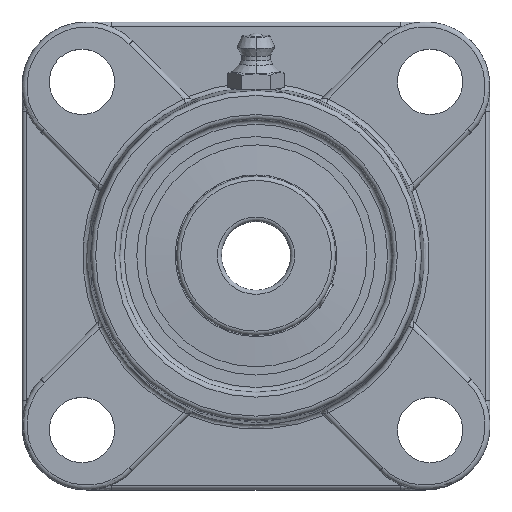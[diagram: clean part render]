
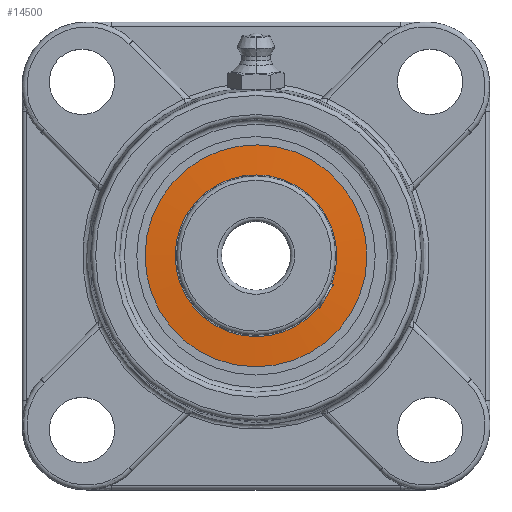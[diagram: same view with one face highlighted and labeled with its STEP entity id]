
A CAD part, top view. The second image highlights one B-rep face of the part: STEP entity #14500.
In plain terms, the highlighted conical face has half-angle 86.103 degrees and reference radius 17.628 mm.
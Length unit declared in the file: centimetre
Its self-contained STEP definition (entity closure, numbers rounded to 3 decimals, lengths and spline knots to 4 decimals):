
#14436=CARTESIAN_POINT('',(0.875,-2.0396,0.));
#14437=VERTEX_POINT('',#14436);
#14447=CARTESIAN_POINT('',(0.875,2.0396,0.));
#14448=VERTEX_POINT('',#14447);
#14449=CARTESIAN_POINT('',(0.875,0.,0.));
#14450=DIRECTION('',(1.,0.,0.));
#14451=DIRECTION('',(-0.,1.,0.));
#14452=AXIS2_PLACEMENT_3D('',#14449,#14450,#14451);
#14453=CIRCLE('',#14452,2.0396);
#14454=EDGE_CURVE('',#14448,#14437,#14453,.T.);
#14456=CARTESIAN_POINT('',(0.875,0.,0.));
#14457=DIRECTION('',(1.,0.,0.));
#14458=DIRECTION('',(-0.,1.,0.));
#14459=AXIS2_PLACEMENT_3D('',#14456,#14457,#14458);
#14460=CIRCLE('',#14459,2.0396);
#14461=EDGE_CURVE('',#14437,#14448,#14460,.T.);
#14466=CARTESIAN_POINT('',(0.8939,0.,0.));
#14467=DIRECTION('',(-1.,0.,0.));
#14468=DIRECTION('',(0.,1.,0.));
#14469=AXIS2_PLACEMENT_3D('',#14466,#14467,#14468);
#14470=CONICAL_SURFACE('',#14469,1.7628,86.103);
#14471=CARTESIAN_POINT('',(0.9127,-1.4859,-0.));
#14472=VERTEX_POINT('',#14471);
#14473=CARTESIAN_POINT('',(0.9127,-1.4859,-0.));
#14474=DIRECTION('',(-0.068,-0.998,-0.));
#14475=VECTOR('',#14474,0.555);
#14476=LINE('',#14473,#14475);
#14477=EDGE_CURVE('',#14472,#14437,#14476,.T.);
#14478=ORIENTED_EDGE('',*,*,#14477,.T.);
#14479=ORIENTED_EDGE('',*,*,#14461,.T.);
#14480=ORIENTED_EDGE('',*,*,#14454,.T.);
#14481=ORIENTED_EDGE('',*,*,#14477,.F.);
#14482=CARTESIAN_POINT('',(0.9127,1.4859,0.));
#14483=VERTEX_POINT('',#14482);
#14484=CARTESIAN_POINT('',(0.9127,0.,0.));
#14485=DIRECTION('',(1.,0.,0.));
#14486=DIRECTION('',(-0.,1.,0.));
#14487=AXIS2_PLACEMENT_3D('',#14484,#14485,#14486);
#14488=CIRCLE('',#14487,1.4859);
#14489=EDGE_CURVE('',#14483,#14472,#14488,.T.);
#14490=ORIENTED_EDGE('',*,*,#14489,.F.);
#14491=CARTESIAN_POINT('',(0.9127,0.,0.));
#14492=DIRECTION('',(1.,0.,0.));
#14493=DIRECTION('',(-0.,1.,0.));
#14494=AXIS2_PLACEMENT_3D('',#14491,#14492,#14493);
#14495=CIRCLE('',#14494,1.4859);
#14496=EDGE_CURVE('',#14472,#14483,#14495,.T.);
#14497=ORIENTED_EDGE('',*,*,#14496,.F.);
#14498=EDGE_LOOP('',(#14478,#14479,#14480,#14481,#14490,#14497));
#14499=FACE_BOUND('',#14498,.T.);
#14500=ADVANCED_FACE('',(#14499),#14470,.T.);
